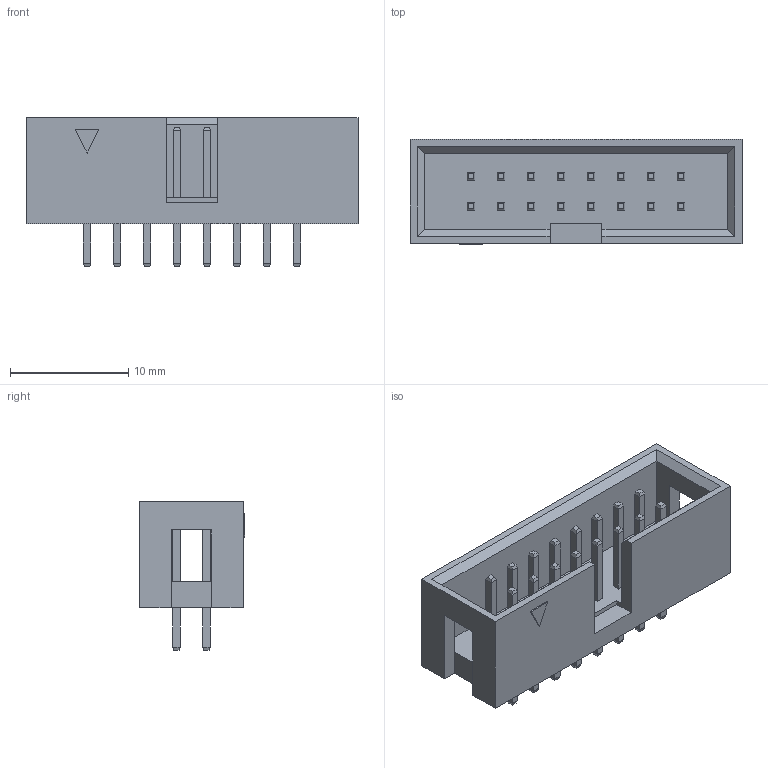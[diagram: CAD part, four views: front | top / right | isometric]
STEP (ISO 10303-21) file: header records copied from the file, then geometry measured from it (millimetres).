
FILE_DESCRIPTION (( 'STEP AP214' ), '1' );
FILE_NAME ('D6EFF18B-562C-452C-B2C9-26EF99DDA24A.STEP', '2024-10-29T15:52:08', ( '' ), ( '' ), 'SwSTEP 2.0', 'SolidWorks 2022', '' );
FILE_SCHEMA (( 'AUTOMOTIVE_DESIGN' ));
Length unit declared in the file: millimetre
Products named in the file (1): D6EFF18B-562C-452C-B2C9-26EF99DDA24A
Bounding box: 28.12 x 8.9 x 12.6 mm (x, y, z)
Volume: 1055.9 mm3; surface area: 1878.9 mm2
Topology: 1 solids, 1 shells, 324 faces, 743 edges, 450 vertices
Faces by surface type: plane 324
Entity records: 9197 total; most frequent: CARTESIAN_POINT 1518, ORIENTED_EDGE 1486, DIRECTION 1393, EDGE_CURVE 743, VECTOR 743, LINE 743, VERTEX_POINT 450, EDGE_LOOP 357
